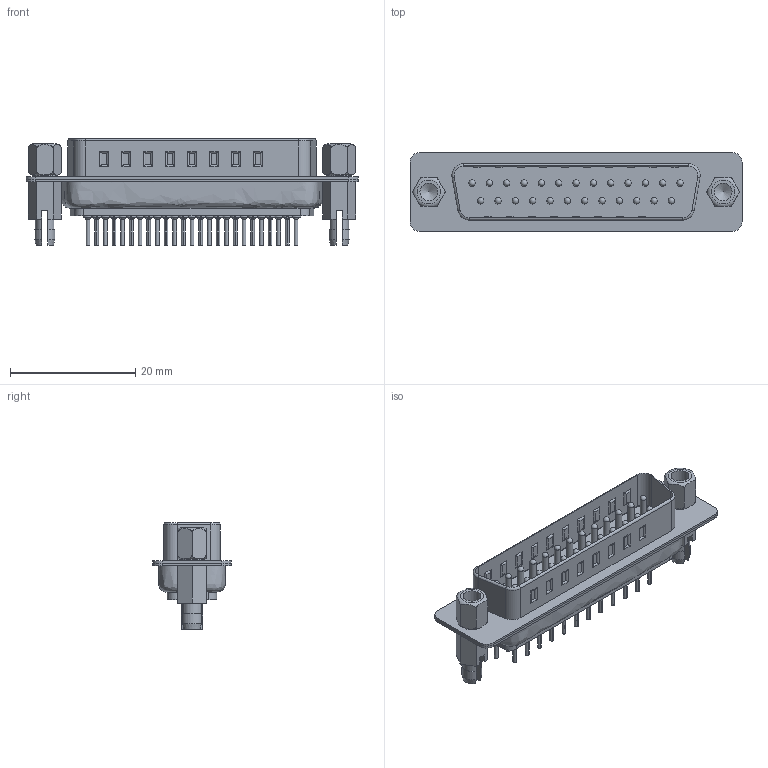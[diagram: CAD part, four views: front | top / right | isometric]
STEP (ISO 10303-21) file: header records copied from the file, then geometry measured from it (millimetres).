
FILE_DESCRIPTION(/* description */ ('Unknown'),/* implementation_level */ '2;1');
FILE_NAME(/* name */ 'J_Wurth_WR-DSUB_61802529221',/* time_stamp */ '2025-07-14T10:04:29+08:00',/* author */ ('Unknown'),/* organization */ ('Unknown'),/* preprocessor_version */ 'ST-DEVELOPER v19.4',/* originating_system */ 'Solid Edge',/* authorisation */ 'Unknown');
FILE_SCHEMA (('AUTOMOTIVE_DESIGN {1 0 10303 214 3 1 1}'));
Products named in the file (2): J_Wurth_WR-DSUB_61802529221
Assembly tree (1 placements, depth 2):
  J_Wurth_WR-DSUB_61802529221
    J_Wurth_WR-DSUB_61802529221
Bounding box: 53.05 x 12.55 x 17.05 mm (x, y, z)
Volume: 2883.5 mm3; surface area: 9215.1 mm2
Topology: 33 solids, 33 shells, 1696 faces, 4577 edges, 2985 vertices
Faces by surface type: plane 1001, cylinder 556, cone 62, torus 41, sphere 25, bspline 11
Full cylindrical faces by diameter (mm): 1 x25, 1.5 x25, 2.75 x2, 2.85 x2, 3 x4, 3.1 x2, 3.8 x2
Entity records: 62643 total; most frequent: CARTESIAN_POINT 19037, DIRECTION 9173, ORIENTED_EDGE 8772, EDGE_CURVE 4386, AXIS2_PLACEMENT_3D 3358, VERTEX_POINT 2898, LINE 2457, VECTOR 2457
